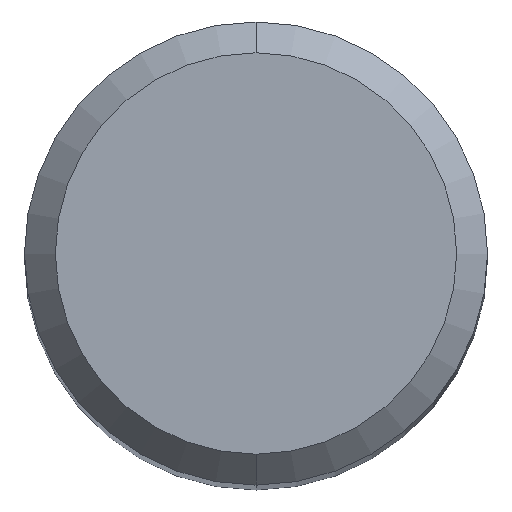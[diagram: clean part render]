
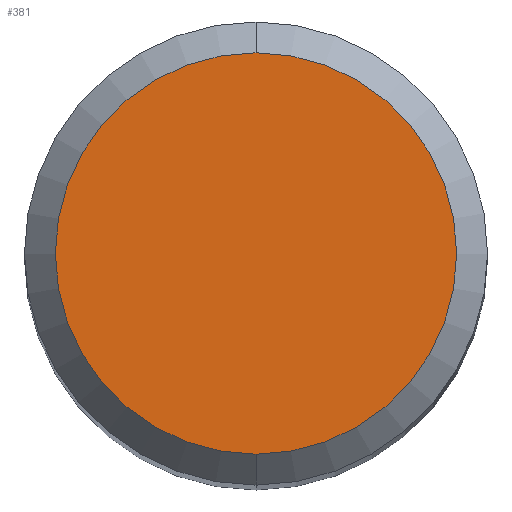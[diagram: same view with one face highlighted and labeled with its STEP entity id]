
A CAD part, top view. The second image highlights one B-rep face of the part: STEP entity #381.
In plain terms, the highlighted planar face has unit normal (0, 0, 1).
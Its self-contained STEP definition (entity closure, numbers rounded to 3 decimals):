
#181=VERTEX_POINT('',#475);
#225=EDGE_CURVE('',#181,#387,#525,.T.);
#379=EDGE_CURVE('',#387,#181,#693,.T.);
#381=ADVANCED_FACE('',(#695),#696,.T.);
#387=VERTEX_POINT('',#703);
#475=CARTESIAN_POINT('',(0.0,2.6,0.0));
#525=CIRCLE('',#896,2.6);
#693=CIRCLE('',#1217,2.6);
#695=FACE_OUTER_BOUND('',#1219,.T.);
#696=PLANE('',#1220);
#703=CARTESIAN_POINT('',(0.,-2.6,0.0));
#896=AXIS2_PLACEMENT_3D('',#1479,#1480,#1481);
#1217=AXIS2_PLACEMENT_3D('',#1644,#1645,#1646);
#1219=EDGE_LOOP('',(#1648,#1649));
#1220=AXIS2_PLACEMENT_3D('',#1650,#1651,#1652);
#1479=CARTESIAN_POINT('',(0.0,0.0,0.0));
#1480=DIRECTION('',(0.0,0.0,-1.0));
#1481=DIRECTION('',(0.0,1.0,0.0));
#1644=CARTESIAN_POINT('',(0.0,0.0,0.0));
#1645=DIRECTION('',(0.0,0.0,-1.0));
#1646=DIRECTION('',(0.0,1.0,0.0));
#1648=ORIENTED_EDGE('',*,*,#225,.F.);
#1649=ORIENTED_EDGE('',*,*,#379,.F.);
#1650=CARTESIAN_POINT('',(0.0,1.3,0.0));
#1651=DIRECTION('',(-0.0,0.0,1.0));
#1652=DIRECTION('',(0.0,-1.0,0.0));
